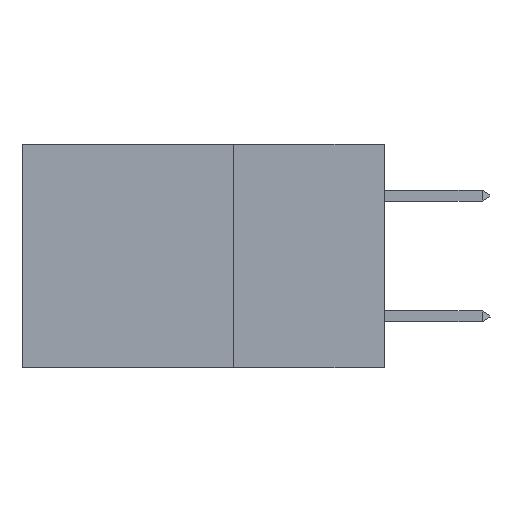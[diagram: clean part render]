
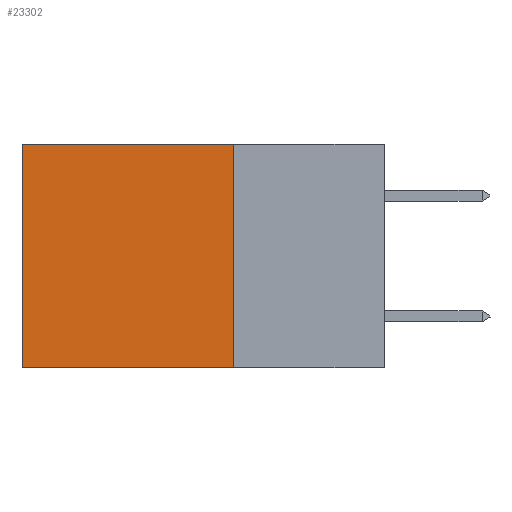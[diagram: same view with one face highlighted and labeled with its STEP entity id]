
A CAD part, left-side view. The second image highlights one B-rep face of the part: STEP entity #23302.
In plain terms, the highlighted planar face has unit normal (-1, 0, 0).
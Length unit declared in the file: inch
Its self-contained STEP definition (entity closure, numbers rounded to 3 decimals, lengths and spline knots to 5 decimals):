
#397 = VERTEX_POINT ( 'NONE', #7221 ) ;
#655 = DIRECTION ( 'NONE',  ( 0., 0., -1. ) ) ;
#1254 = DIRECTION ( 'NONE',  ( 1., 0., 0. ) ) ;
#2793 = LINE ( 'NONE', #15062, #5226 ) ;
#3280 = VECTOR ( 'NONE', #14481, 39.37008 ) ;
#3567 = FACE_OUTER_BOUND ( 'NONE', #10407, .T. ) ;
#5226 = VECTOR ( 'NONE', #36267, 39.37008 ) ;
#5838 = CARTESIAN_POINT ( 'NONE',  ( 0.2875, 0.25, 0. ) ) ;
#7221 = CARTESIAN_POINT ( 'NONE',  ( 0.2875, 0.25, 0. ) ) ;
#7263 = PLANE ( 'NONE',  #34485 ) ;
#9547 = CARTESIAN_POINT ( 'NONE',  ( 0.2875, 0.6, 0. ) ) ;
#10407 = EDGE_LOOP ( 'NONE', ( #39159, #25126, #12291, #29875 ) ) ;
#10725 = DIRECTION ( 'NONE',  ( 0., 0., -1. ) ) ;
#12140 = VERTEX_POINT ( 'NONE', #39004 ) ;
#12291 = ORIENTED_EDGE ( 'NONE', *, *, #32416, .F. ) ;
#12515 = VECTOR ( 'NONE', #655, 39.37008 ) ;
#13555 = VERTEX_POINT ( 'NONE', #9547 ) ;
#14481 = DIRECTION ( 'NONE',  ( 0., 1., 0. ) ) ;
#15062 = CARTESIAN_POINT ( 'NONE',  ( 0.2875, 0.25, 0. ) ) ;
#15434 = LINE ( 'NONE', #34689, #12515 ) ;
#17692 = CARTESIAN_POINT ( 'NONE',  ( 0.2875, 0.25, -0.37 ) ) ;
#18303 = DIRECTION ( 'NONE',  ( 0., 1., 0. ) ) ;
#19587 = CARTESIAN_POINT ( 'NONE',  ( 0.2875, 0.25, 0. ) ) ;
#23302 = ADVANCED_FACE ( 'NONE', ( #3567 ), #7263, .F. ) ;
#23885 = VECTOR ( 'NONE', #18303, 39.37008 ) ;
#25126 = ORIENTED_EDGE ( 'NONE', *, *, #27103, .F. ) ;
#26258 = LINE ( 'NONE', #5838, #23885 ) ;
#27103 = EDGE_CURVE ( 'NONE', #12140, #29494, #31914, .T. ) ;
#29494 = VERTEX_POINT ( 'NONE', #32902 ) ;
#29875 = ORIENTED_EDGE ( 'NONE', *, *, #31818, .T. ) ;
#30699 = EDGE_CURVE ( 'NONE', #13555, #29494, #15434, .T. ) ;
#31818 = EDGE_CURVE ( 'NONE', #397, #13555, #26258, .T. ) ;
#31914 = LINE ( 'NONE', #17692, #3280 ) ;
#32416 = EDGE_CURVE ( 'NONE', #397, #12140, #2793, .T. ) ;
#32902 = CARTESIAN_POINT ( 'NONE',  ( 0.2875, 0.6, -0.37 ) ) ;
#34485 = AXIS2_PLACEMENT_3D ( 'NONE', #19587, #1254, #10725 ) ;
#34689 = CARTESIAN_POINT ( 'NONE',  ( 0.2875, 0.6, 0. ) ) ;
#36267 = DIRECTION ( 'NONE',  ( 0., 0., -1. ) ) ;
#39004 = CARTESIAN_POINT ( 'NONE',  ( 0.2875, 0.25, -0.37 ) ) ;
#39159 = ORIENTED_EDGE ( 'NONE', *, *, #30699, .T. ) ;
